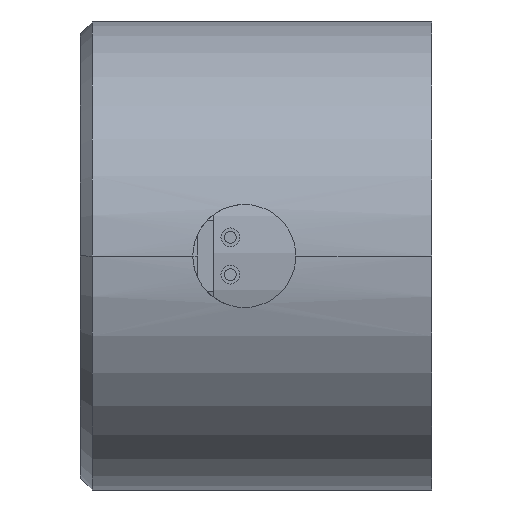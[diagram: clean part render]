
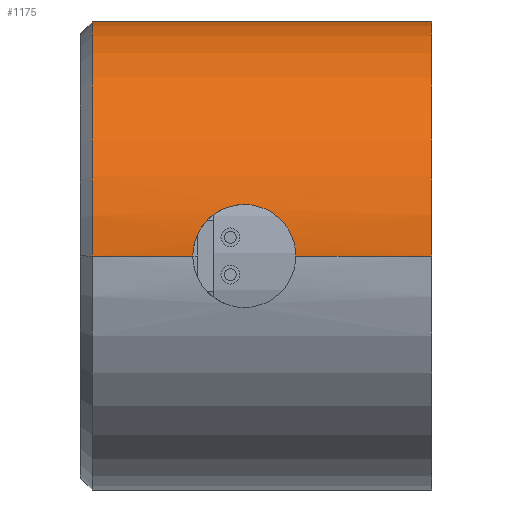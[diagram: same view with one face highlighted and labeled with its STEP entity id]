
A CAD part, front view. The second image highlights one B-rep face of the part: STEP entity #1175.
In plain terms, the highlighted cylindrical face has radius 10 mm (diameter 20 mm), a partial arc.
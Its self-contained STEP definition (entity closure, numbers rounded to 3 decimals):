
#84 = EDGE_LOOP ( 'NONE', ( #4315, #4326, #4484, #4475, #4322, #4482, #4480 ) ) ;
#394 = CARTESIAN_POINT ( 'NONE',  ( 15., -10., 0. ) ) ;
#621 = CARTESIAN_POINT ( 'NONE',  ( 7., -9.755, 2.2 ) ) ;
#631 = CARTESIAN_POINT ( 'NONE',  ( 9.2, -10., 0. ) ) ;
#636 = CARTESIAN_POINT ( 'NONE',  ( 4.8, -10., 0. ) ) ;
#638 = CARTESIAN_POINT ( 'NONE',  ( 0.5, -10., 0. ) ) ;
#639 = CARTESIAN_POINT ( 'NONE',  ( 0.5, 10., 0. ) ) ;
#826 = LINE ( 'NONE', #832, #952 ) ;
#832 = CARTESIAN_POINT ( 'NONE',  ( 0., 10., 0. ) ) ;
#834 = DIRECTION ( 'NONE',  ( -1., 0., 0. ) ) ;
#891 = VECTOR ( 'NONE', #1695, 1000. ) ;
#952 = VECTOR ( 'NONE', #834, 1000. ) ;
#1001 = VECTOR ( 'NONE', #1732, 1000. ) ;
#1030 = EDGE_CURVE ( 'NONE', #2872, #2165, #826, .T. ) ;
#1060 = EDGE_CURVE ( 'NONE', #2160, #2163, #1692, .T. ) ;
#1062 = EDGE_CURVE ( 'NONE', #2151, #2136, #1505, .T. ) ;
#1068 = EDGE_CURVE ( 'NONE', #1580, #2151, #1728, .T. ) ;
#1107 = EDGE_CURVE ( 'NONE', #1580, #2872, #2582, .T. ) ;
#1147 = EDGE_CURVE ( 'NONE', #2136, #2160, #1497, .T. ) ;
#1175 = ADVANCED_FACE ( 'NONE', ( #2720 ), #2723, .T. ) ;
#1408 = EDGE_CURVE ( 'NONE', #2165, #2163, #4883, .T. ) ;
#1497 = B_SPLINE_CURVE_WITH_KNOTS ( 'NONE', 3,
 ( #3936, #3943, #3947, #3948, #3949, #3950, #3951, #3952, #3953, #3954, #3955, #3956, #3957, #3958, #3959, #3960 ),
 .UNSPECIFIED., .F., .F.,
 ( 4, 2, 2, 2, 2, 2, 2, 4 ),
 ( 0.003, 0.004, 0.004, 0.005, 0.006, 0.006, 0.006, 0.007 ),
 .UNSPECIFIED. ) ;
#1505 = B_SPLINE_CURVE_WITH_KNOTS ( 'NONE', 3,
 ( #1696, #1697, #1703, #1704, #1705, #1706, #1707, #1708, #1709, #1710, #1711, #1712, #1713, #1714, #1715, #1716 ),
 .UNSPECIFIED., .F., .F.,
 ( 4, 2, 2, 2, 2, 2, 2, 4 ),
 ( 0., 0., 0.001, 0.001, 0.002, 0.003, 0.003, 0.003 ),
 .UNSPECIFIED. ) ;
#1580 = VERTEX_POINT ( 'NONE', #394 ) ;
#1692 = LINE ( 'NONE', #1694, #891 ) ;
#1694 = CARTESIAN_POINT ( 'NONE',  ( 0., -10., 0. ) ) ;
#1695 = DIRECTION ( 'NONE',  ( -1., 0., 0. ) ) ;
#1696 = CARTESIAN_POINT ( 'NONE',  ( 9.2, -10., 0. ) ) ;
#1697 = CARTESIAN_POINT ( 'NONE',  ( 9.2, -10., 0.146 ) ) ;
#1703 = CARTESIAN_POINT ( 'NONE',  ( 9.186, -9.997, 0.289 ) ) ;
#1704 = CARTESIAN_POINT ( 'NONE',  ( 9.129, -9.985, 0.571 ) ) ;
#1705 = CARTESIAN_POINT ( 'NONE',  ( 9.087, -9.976, 0.711 ) ) ;
#1706 = CARTESIAN_POINT ( 'NONE',  ( 8.976, -9.953, 0.977 ) ) ;
#1707 = CARTESIAN_POINT ( 'NONE',  ( 8.909, -9.94, 1.104 ) ) ;
#1708 = CARTESIAN_POINT ( 'NONE',  ( 8.749, -9.91, 1.343 ) ) ;
#1709 = CARTESIAN_POINT ( 'NONE',  ( 8.656, -9.894, 1.455 ) ) ;
#1710 = CARTESIAN_POINT ( 'NONE',  ( 8.352, -9.846, 1.759 ) ) ;
#1711 = CARTESIAN_POINT ( 'NONE',  ( 8.108, -9.814, 1.922 ) ) ;
#1712 = CARTESIAN_POINT ( 'NONE',  ( 7.711, -9.78, 2.087 ) ) ;
#1713 = CARTESIAN_POINT ( 'NONE',  ( 7.571, -9.771, 2.129 ) ) ;
#1714 = CARTESIAN_POINT ( 'NONE',  ( 7.287, -9.758, 2.186 ) ) ;
#1715 = CARTESIAN_POINT ( 'NONE',  ( 7.144, -9.755, 2.2 ) ) ;
#1716 = CARTESIAN_POINT ( 'NONE',  ( 7., -9.755, 2.2 ) ) ;
#1724 = CARTESIAN_POINT ( 'NONE',  ( 0., -10., 0. ) ) ;
#1728 = LINE ( 'NONE', #1724, #1001 ) ;
#1732 = DIRECTION ( 'NONE',  ( -1., 0., 0. ) ) ;
#2136 = VERTEX_POINT ( 'NONE', #621 ) ;
#2151 = VERTEX_POINT ( 'NONE', #631 ) ;
#2160 = VERTEX_POINT ( 'NONE', #636 ) ;
#2163 = VERTEX_POINT ( 'NONE', #638 ) ;
#2165 = VERTEX_POINT ( 'NONE', #639 ) ;
#2358 = CARTESIAN_POINT ( 'NONE',  ( 15., 0., 0. ) ) ;
#2359 = DIRECTION ( 'NONE',  ( -1., 0., 0. ) ) ;
#2360 = DIRECTION ( 'NONE',  ( 0., -1., 0. ) ) ;
#2563 = AXIS2_PLACEMENT_3D ( 'NONE', #2358, #2359, #2360 ) ;
#2582 = CIRCLE ( 'NONE', #2563, 10. ) ;
#2634 = AXIS2_PLACEMENT_3D ( 'NONE', #2721, #2717, #2724 ) ;
#2717 = DIRECTION ( 'NONE',  ( -1., 0., 0. ) ) ;
#2720 = FACE_OUTER_BOUND ( 'NONE', #84, .T. ) ;
#2721 = CARTESIAN_POINT ( 'NONE',  ( 0., 0., 0. ) ) ;
#2723 = CYLINDRICAL_SURFACE ( 'NONE', #2634, 10. ) ;
#2724 = DIRECTION ( 'NONE',  ( 0., -1., 0. ) ) ;
#2872 = VERTEX_POINT ( 'NONE', #3735 ) ;
#2971 = CARTESIAN_POINT ( 'NONE',  ( 0.5, 0., 0. ) ) ;
#2972 = DIRECTION ( 'NONE',  ( 1., 0., 0. ) ) ;
#2973 = DIRECTION ( 'NONE',  ( 0., 1., 0. ) ) ;
#3735 = CARTESIAN_POINT ( 'NONE',  ( 15., 10., 0. ) ) ;
#3936 = CARTESIAN_POINT ( 'NONE',  ( 7., -9.755, 2.2 ) ) ;
#3943 = CARTESIAN_POINT ( 'NONE',  ( 6.856, -9.755, 2.2 ) ) ;
#3947 = CARTESIAN_POINT ( 'NONE',  ( 6.71, -9.758, 2.186 ) ) ;
#3948 = CARTESIAN_POINT ( 'NONE',  ( 6.427, -9.771, 2.129 ) ) ;
#3949 = CARTESIAN_POINT ( 'NONE',  ( 6.29, -9.78, 2.087 ) ) ;
#3950 = CARTESIAN_POINT ( 'NONE',  ( 5.89, -9.814, 1.921 ) ) ;
#3951 = CARTESIAN_POINT ( 'NONE',  ( 5.648, -9.846, 1.759 ) ) ;
#3952 = CARTESIAN_POINT ( 'NONE',  ( 5.342, -9.894, 1.453 ) ) ;
#3953 = CARTESIAN_POINT ( 'NONE',  ( 5.251, -9.91, 1.342 ) ) ;
#3954 = CARTESIAN_POINT ( 'NONE',  ( 5.092, -9.94, 1.104 ) ) ;
#3955 = CARTESIAN_POINT ( 'NONE',  ( 5.023, -9.953, 0.976 ) ) ;
#3956 = CARTESIAN_POINT ( 'NONE',  ( 4.913, -9.976, 0.71 ) ) ;
#3957 = CARTESIAN_POINT ( 'NONE',  ( 4.871, -9.985, 0.573 ) ) ;
#3958 = CARTESIAN_POINT ( 'NONE',  ( 4.814, -9.997, 0.29 ) ) ;
#3959 = CARTESIAN_POINT ( 'NONE',  ( 4.8, -10., 0.144 ) ) ;
#3960 = CARTESIAN_POINT ( 'NONE',  ( 4.8, -10., 0. ) ) ;
#4315 = ORIENTED_EDGE ( 'NONE', *, *, #1107, .T. ) ;
#4322 = ORIENTED_EDGE ( 'NONE', *, *, #1147, .F. ) ;
#4326 = ORIENTED_EDGE ( 'NONE', *, *, #1030, .T. ) ;
#4475 = ORIENTED_EDGE ( 'NONE', *, *, #1060, .F. ) ;
#4480 = ORIENTED_EDGE ( 'NONE', *, *, #1068, .F. ) ;
#4482 = ORIENTED_EDGE ( 'NONE', *, *, #1062, .F. ) ;
#4484 = ORIENTED_EDGE ( 'NONE', *, *, #1408, .T. ) ;
#4879 = AXIS2_PLACEMENT_3D ( 'NONE', #2971, #2972, #2973 ) ;
#4883 = CIRCLE ( 'NONE', #4879, 10. ) ;
